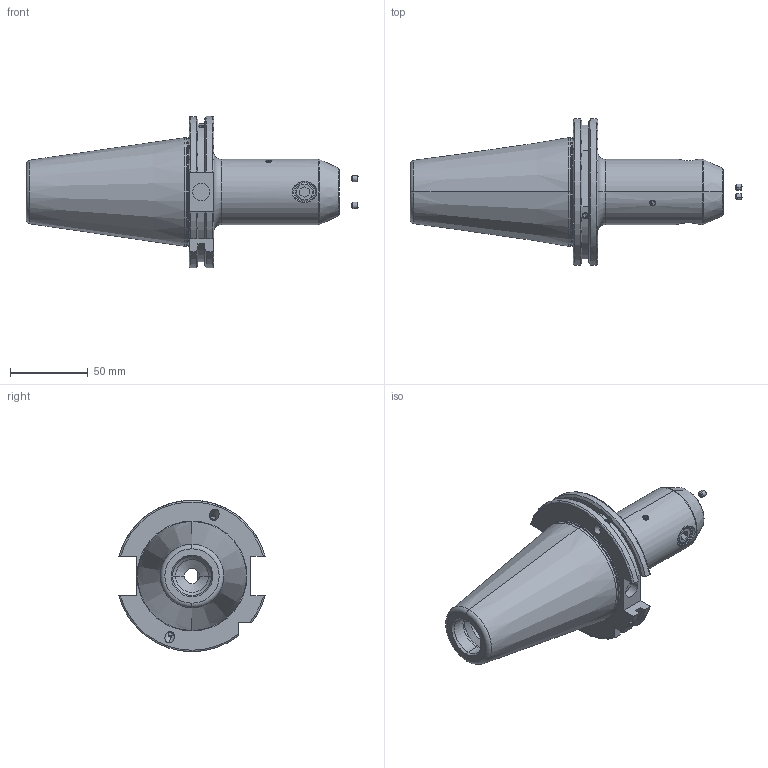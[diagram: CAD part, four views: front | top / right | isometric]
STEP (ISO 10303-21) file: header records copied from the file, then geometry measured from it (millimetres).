
FILE_DESCRIPTION (( 'STEP AP203' ), '1' );
FILE_NAME ('91506-WK212100.STEP', '2017-10-13T06:32:35', ( '' ), ( '' ), 'SwSTEP 2.0', 'SolidWorks 2009', '' );
FILE_SCHEMA (( 'CONFIG_CONTROL_DESIGN' ));
Length unit declared in the file: millimetre
Products named in the file (5): M12X16_ISO 4026 - M12 x 12-N; SK50EK12100FWW; 91506-WK212100; M4X4_DIN 913 - M4 x 4-N; Copy of M4X4_DIN 913 - M4 x 4-N
Assembly tree (8 placements, depth 2):
  91506-WK212100
    M4X4_DIN 913 - M4 x 4-N  x2
    Copy of M4X4_DIN 913 - M4 x 4-N  x4
    SK50EK12100FWW
    M12X16_ISO 4026 - M12 x 12-N
Bounding box: 213.67 x 94.05 x 97.5 mm (x, y, z)
Volume: 432153.8 mm3; surface area: 58831.2 mm2
Topology: 8 solids, 8 shells, 248 faces, 585 edges, 366 vertices
Faces by surface type: plane 91, cylinder 81, cone 52, torus 22, sphere 2
Entity records: 6988 total; most frequent: CARTESIAN_POINT 1971, DIRECTION 932, ORIENTED_EDGE 914, EDGE_CURVE 457, AXIS2_PLACEMENT_3D 366, VERTEX_POINT 286, EDGE_LOOP 217, VECTOR 200
